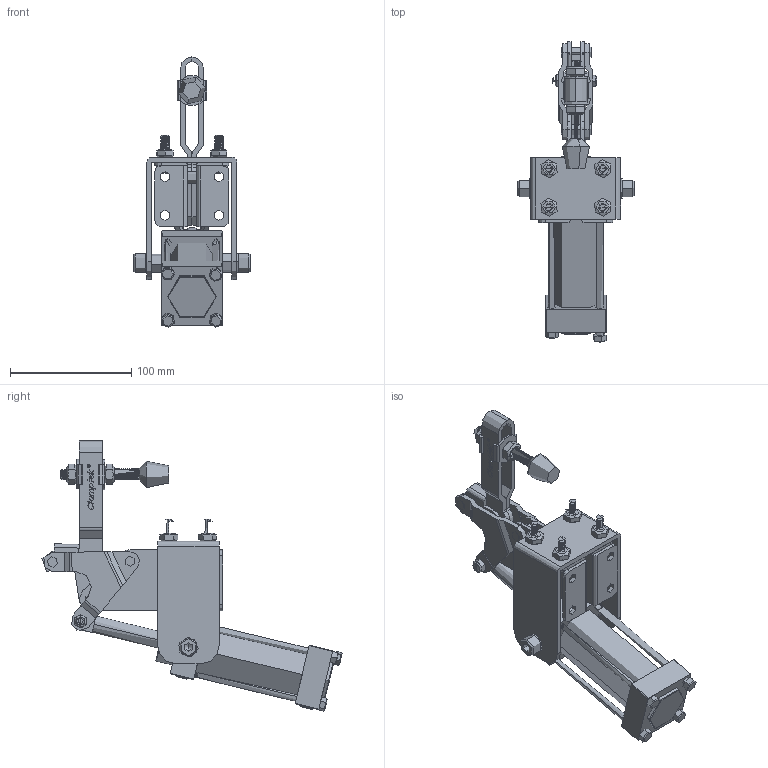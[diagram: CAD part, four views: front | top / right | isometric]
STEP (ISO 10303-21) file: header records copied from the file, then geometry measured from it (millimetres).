
FILE_DESCRIPTION (( 'STEP AP203' ), '1' );
FILE_NAME ('CH-20830-A.STEP', '2024-04-22T10:28:04', ( 'User' ), ( 'china' ), 'SwSTEP 2.0', 'SolidWorks 2018', '' );
FILE_SCHEMA (( 'CONFIG_CONTROL_DESIGN' ));
Length unit declared in the file: millimetre
Products named in the file (69): CH-FW-380; M8-25; Air cylinder-3; CH-12265-05; CH-20830-A; 20830-a-06; G18黑; Air cylinder-1; CH-FC-38312 NUT; M8; ch-20830-a-02; M10-20; 20830-a-05; 20830-a-01-01; 20830-A-07; Air cylinder-2; 20830-A-03; CH-12265-06; 14RIVET; M6-30; M6NUT; 20830-a-04; 20830-a-01-2; CH-FC-38312 SPINDLE SUPPLIED
Assembly tree (63 placements, depth 2):
  CH-FW-380
  CH-12265-05
  CH-20830-A
    ch-20830-a-02
    20830-a-01-01
    CH-20830-A
    CH-12265-06  x2
    CH-12265-05  x2
    20830-a-04
    Air cylinder-3  x4
    Air cylinder-2
    Air cylinder-1
    20830-a-05  x2
    20830-A-03
    20830-A-07  x2
    14RIVET  x2
    CH-FC-38312 NUT  x2
    CH-FC-38312 SPINDLE SUPPLIED
    CH-FW-380  x2
    20830-a-06  x2
    M10-20  x2
    M8-25  x4
    M8  x4
    M6-30
    M6NUT
    20830-a-01-2
    G18黑  x2
  G18黑
  ch-20830-a-02
Bounding box: 96 x 247.48 x 223.06 mm (x, y, z)
Volume: 443153.6 mm3; surface area: 182862.9 mm2
Topology: 45 solids, 46 shells, 1922 faces, 5144 edges, 3398 vertices
Faces by surface type: cylinder 970, plane 542, cone 200, bspline 170, torus 40
Entity records: 83540 total; most frequent: CARTESIAN_POINT 46492, ORIENTED_EDGE 7066, DIRECTION 5321, EDGE_CURVE 3533, VERTEX_POINT 2318, AXIS2_PLACEMENT_3D 1865, VECTOR 1591, LINE 1591
